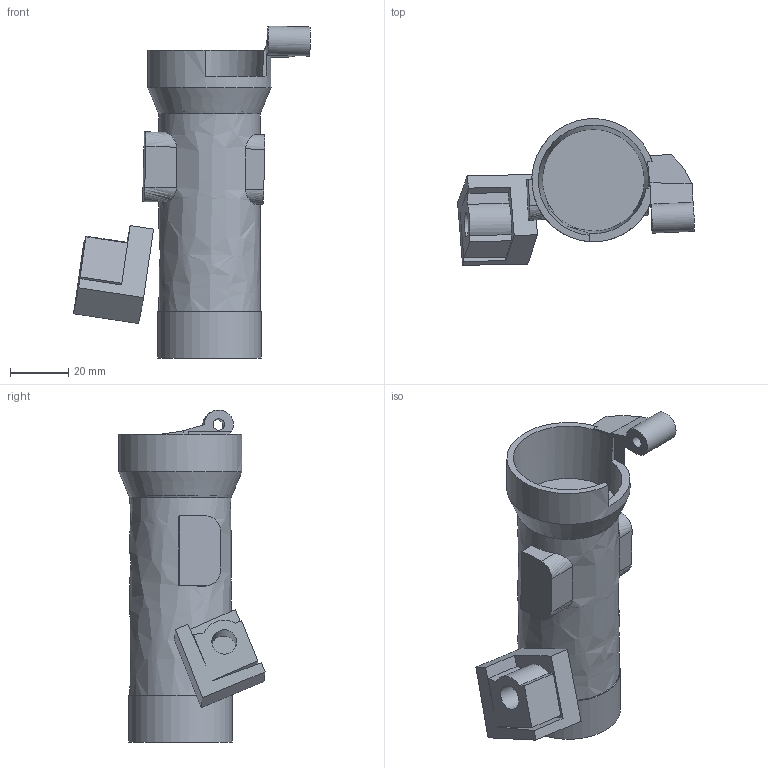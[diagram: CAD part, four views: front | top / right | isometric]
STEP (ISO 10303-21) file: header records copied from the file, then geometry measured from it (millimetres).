
FILE_DESCRIPTION(('STEP AP214'),'1');
FILE_NAME('23jm.stp','2019-05-31T03:27:25',(' '),(' '),'Spatial InterOp 3D',' ',' ');
FILE_SCHEMA(('automotive_design'));
Length unit declared in the file: millimetre
Products named in the file (2): 1; 2
Bounding box: 81.53 x 50.33 x 114.28 mm (x, y, z)
Volume: 93485.6 mm3; surface area: 24363.5 mm2
Topology: 2 solids, 2 shells, 65 faces, 167 edges, 110 vertices
Faces by surface type: bspline 65
Entity records: 2453 total; most frequent: CARTESIAN_POINT 1097, ORIENTED_EDGE 304, DIRECTION 188, EDGE_CURVE 152, VERTEX_POINT 104, LINE 104, VECTOR 104, EDGE_LOOP 80
